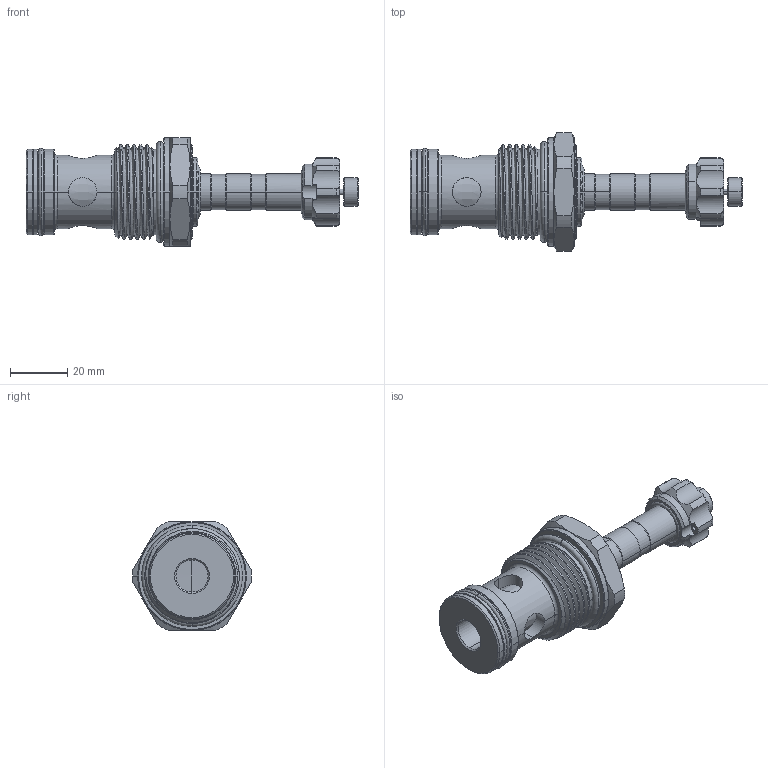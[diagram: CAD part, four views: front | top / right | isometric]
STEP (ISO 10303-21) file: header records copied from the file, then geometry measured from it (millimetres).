
FILE_DESCRIPTION (( 'STEP AP203' ), '1' );
FILE_NAME ('EP21E2A02P05.STEP', '2016-08-30T01:37:28', ( '' ), ( '' ), 'SwSTEP 2.0', 'SolidWorks 2012', '' );
FILE_SCHEMA (( 'CONFIG_CONTROL_DESIGN' ));
Length unit declared in the file: millimetre
Products named in the file (1): EP21E2A02P05
Bounding box: 115.85 x 41.5 x 38 mm (x, y, z)
Volume: 50745.4 mm3; surface area: 16220 mm2
Topology: 4 solids, 4 shells, 281 faces, 655 edges, 400 vertices
Faces by surface type: cylinder 120, cone 73, plane 52, torus 34, bspline 2
Entity records: 14189 total; most frequent: CARTESIAN_POINT 7731, DIRECTION 1407, ORIENTED_EDGE 1306, EDGE_CURVE 653, AXIS2_PLACEMENT_3D 597, VERTEX_POINT 400, CIRCLE 317, EDGE_LOOP 309
